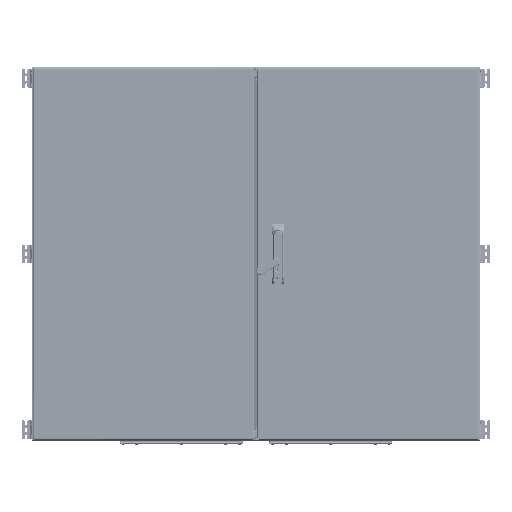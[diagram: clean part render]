
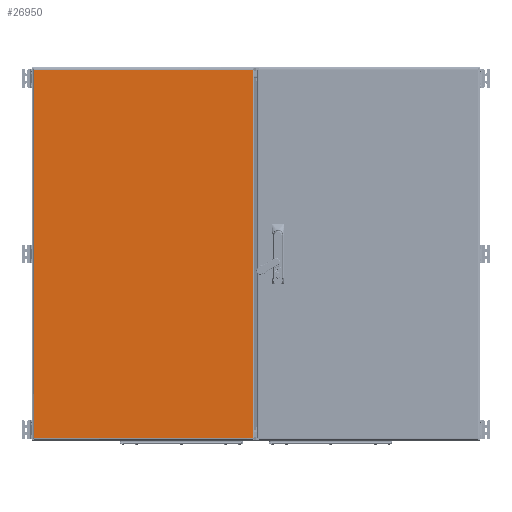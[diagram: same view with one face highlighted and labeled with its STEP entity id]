
A CAD part, top view. The second image highlights one B-rep face of the part: STEP entity #26950.
In plain terms, the highlighted planar face has unit normal (0, 0, 1).
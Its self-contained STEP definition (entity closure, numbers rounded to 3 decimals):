
#1378 = DIRECTION ( 'NONE',  ( 0., 0., -1. ) ) ;
#1386 = VERTEX_POINT ( 'NONE', #88834 ) ;
#2038 = VECTOR ( 'NONE', #5580, 1000. ) ;
#4541 = CARTESIAN_POINT ( 'NONE',  ( 292.176, -493., 0. ) ) ;
#5580 = DIRECTION ( 'NONE',  ( 0., 1., 0. ) ) ;
#11248 = EDGE_LOOP ( 'NONE', ( #202043, #95682, #128008, #138217 ) ) ;
#14068 = FACE_OUTER_BOUND ( 'NONE', #11248, .T. ) ;
#16134 = CARTESIAN_POINT ( 'NONE',  ( 0., 0., 0. ) ) ;
#22114 = CARTESIAN_POINT ( 'NONE',  ( 292.176, -493., 0. ) ) ;
#26950 = ADVANCED_FACE ( 'NONE', ( #14068 ), #159083, .F. ) ;
#32975 = DIRECTION ( 'NONE',  ( -1., 0., 0. ) ) ;
#35112 = LINE ( 'NONE', #4541, #2038 ) ;
#36696 = DIRECTION ( 'NONE',  ( -1., 0., 0. ) ) ;
#38451 = CARTESIAN_POINT ( 'NONE',  ( -291.705, -493., 0. ) ) ;
#44003 = CARTESIAN_POINT ( 'NONE',  ( -292.998, -493., 0. ) ) ;
#56443 = VERTEX_POINT ( 'NONE', #22114 ) ;
#57605 = VERTEX_POINT ( 'NONE', #108255 ) ;
#73561 = EDGE_CURVE ( 'NONE', #1386, #57605, #181670, .T. ) ;
#88634 = EDGE_CURVE ( 'NONE', #57605, #122580, #109511, .T. ) ;
#88834 = CARTESIAN_POINT ( 'NONE',  ( 292.176, 493., 0. ) ) ;
#94051 = VECTOR ( 'NONE', #171502, 1000. ) ;
#95682 = ORIENTED_EDGE ( 'NONE', *, *, #73561, .T. ) ;
#107413 = CARTESIAN_POINT ( 'NONE',  ( -291.705, 494.293, 0. ) ) ;
#108255 = CARTESIAN_POINT ( 'NONE',  ( -291.705, 493., 0. ) ) ;
#109511 = LINE ( 'NONE', #107413, #94051 ) ;
#111170 = LINE ( 'NONE', #44003, #114928 ) ;
#114928 = VECTOR ( 'NONE', #187868, 1000. ) ;
#122580 = VERTEX_POINT ( 'NONE', #38451 ) ;
#128008 = ORIENTED_EDGE ( 'NONE', *, *, #88634, .T. ) ;
#131293 = CARTESIAN_POINT ( 'NONE',  ( 295.705, 493., 0. ) ) ;
#138217 = ORIENTED_EDGE ( 'NONE', *, *, #195607, .T. ) ;
#139169 = EDGE_CURVE ( 'NONE', #56443, #1386, #35112, .T. ) ;
#144896 = AXIS2_PLACEMENT_3D ( 'NONE', #16134, #1378, #32975 ) ;
#159083 = PLANE ( 'NONE',  #144896 ) ;
#171502 = DIRECTION ( 'NONE',  ( 0., -1., 0. ) ) ;
#181670 = LINE ( 'NONE', #131293, #195154 ) ;
#187868 = DIRECTION ( 'NONE',  ( 1., 0., 0. ) ) ;
#195154 = VECTOR ( 'NONE', #36696, 1000. ) ;
#195607 = EDGE_CURVE ( 'NONE', #122580, #56443, #111170, .T. ) ;
#202043 = ORIENTED_EDGE ( 'NONE', *, *, #139169, .T. ) ;
